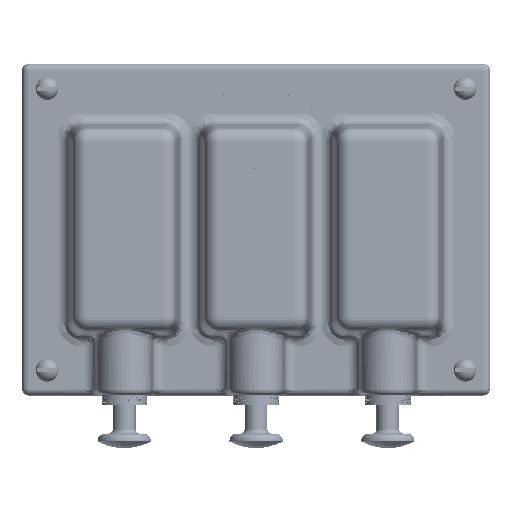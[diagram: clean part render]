
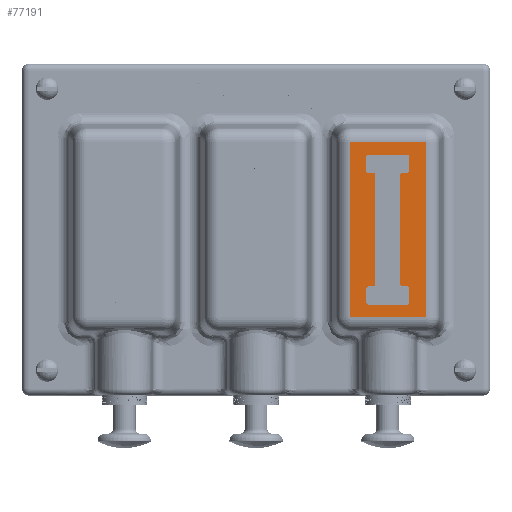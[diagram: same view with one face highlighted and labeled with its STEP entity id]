
A CAD part, top view. The second image highlights one B-rep face of the part: STEP entity #77191.
In plain terms, the highlighted planar face has unit normal (0, 0, 1).
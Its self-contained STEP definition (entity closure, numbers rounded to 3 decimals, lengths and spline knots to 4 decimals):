
#1690=LINE('',#119873,#9378);
#1691=LINE('',#119878,#9379);
#1692=LINE('',#119884,#9380);
#1693=LINE('',#119890,#9381);
#1698=LINE('',#119914,#9386);
#1699=LINE('',#119918,#9387);
#1700=LINE('',#119922,#9388);
#1701=LINE('',#119926,#9389);
#1702=LINE('',#119930,#9390);
#1703=LINE('',#119934,#9391);
#1704=LINE('',#119938,#9392);
#1705=LINE('',#119942,#9393);
#1706=LINE('',#119946,#9394);
#1707=LINE('',#119950,#9395);
#1708=LINE('',#119954,#9396);
#1709=LINE('',#119958,#9397);
#9378=VECTOR('',#90432,0.3937);
#9379=VECTOR('',#90439,0.3937);
#9380=VECTOR('',#90448,0.3937);
#9381=VECTOR('',#90459,0.3937);
#9386=VECTOR('',#90494,0.3937);
#9387=VECTOR('',#90497,0.3937);
#9388=VECTOR('',#90500,0.3937);
#9389=VECTOR('',#90503,0.3937);
#9390=VECTOR('',#90506,0.3937);
#9391=VECTOR('',#90509,0.3937);
#9392=VECTOR('',#90512,0.3937);
#9393=VECTOR('',#90515,0.3937);
#9394=VECTOR('',#90518,0.3937);
#9395=VECTOR('',#90521,0.3937);
#9396=VECTOR('',#90524,0.3937);
#9397=VECTOR('',#90527,0.3937);
#21452=FACE_BOUND('',#30084,.T.);
#21807=PLANE('',#82023);
#25441=FACE_OUTER_BOUND('',#30083,.T.);
#30083=EDGE_LOOP('',(#57197,#57198,#57199,#57200));
#30084=EDGE_LOOP('',(#57201,#57202,#57203,#57204,#57205,#57206,#57207,#57208,
#57209,#57210,#57211,#57212,#57213,#57214,#57215,#57216,#57217,#57218,#57219,
#57220,#57221,#57222,#57223,#57224));
#34348=CIRCLE('',#82024,0.0313);
#34349=CIRCLE('',#82025,0.0313);
#34350=CIRCLE('',#82026,0.0313);
#34351=CIRCLE('',#82027,0.0312);
#34352=CIRCLE('',#82028,0.0312);
#34353=CIRCLE('',#82029,0.0312);
#34354=CIRCLE('',#82030,0.0313);
#34355=CIRCLE('',#82031,0.0313);
#34356=CIRCLE('',#82032,0.0313);
#34357=CIRCLE('',#82033,0.0313);
#34358=CIRCLE('',#82034,0.0313);
#34359=CIRCLE('',#82035,0.0313);
#36225=VERTEX_POINT('',#119868);
#36226=VERTEX_POINT('',#119872);
#36227=VERTEX_POINT('',#119876);
#36228=VERTEX_POINT('',#119882);
#36231=VERTEX_POINT('',#119912);
#36232=VERTEX_POINT('',#119913);
#36233=VERTEX_POINT('',#119915);
#36234=VERTEX_POINT('',#119917);
#36235=VERTEX_POINT('',#119919);
#36236=VERTEX_POINT('',#119921);
#36237=VERTEX_POINT('',#119923);
#36238=VERTEX_POINT('',#119925);
#36239=VERTEX_POINT('',#119927);
#36240=VERTEX_POINT('',#119929);
#36241=VERTEX_POINT('',#119931);
#36242=VERTEX_POINT('',#119933);
#36243=VERTEX_POINT('',#119935);
#36244=VERTEX_POINT('',#119937);
#36245=VERTEX_POINT('',#119939);
#36246=VERTEX_POINT('',#119941);
#36247=VERTEX_POINT('',#119943);
#36248=VERTEX_POINT('',#119945);
#36249=VERTEX_POINT('',#119947);
#36250=VERTEX_POINT('',#119949);
#36251=VERTEX_POINT('',#119951);
#36252=VERTEX_POINT('',#119953);
#36253=VERTEX_POINT('',#119955);
#36254=VERTEX_POINT('',#119957);
#43889=EDGE_CURVE('',#36225,#36226,#1690,.T.);
#43892=EDGE_CURVE('',#36227,#36225,#1691,.T.);
#43895=EDGE_CURVE('',#36228,#36227,#1692,.T.);
#43898=EDGE_CURVE('',#36226,#36228,#1693,.T.);
#43909=EDGE_CURVE('',#36231,#36232,#1698,.T.);
#43910=EDGE_CURVE('',#36232,#36233,#34348,.T.);
#43911=EDGE_CURVE('',#36233,#36234,#1699,.T.);
#43912=EDGE_CURVE('',#36234,#36235,#34349,.T.);
#43913=EDGE_CURVE('',#36235,#36236,#1700,.T.);
#43914=EDGE_CURVE('',#36236,#36237,#34350,.T.);
#43915=EDGE_CURVE('',#36237,#36238,#1701,.T.);
#43916=EDGE_CURVE('',#36238,#36239,#34351,.T.);
#43917=EDGE_CURVE('',#36239,#36240,#1702,.T.);
#43918=EDGE_CURVE('',#36240,#36241,#34352,.T.);
#43919=EDGE_CURVE('',#36241,#36242,#1703,.T.);
#43920=EDGE_CURVE('',#36242,#36243,#34353,.T.);
#43921=EDGE_CURVE('',#36243,#36244,#1704,.T.);
#43922=EDGE_CURVE('',#36244,#36245,#34354,.T.);
#43923=EDGE_CURVE('',#36245,#36246,#1705,.T.);
#43924=EDGE_CURVE('',#36246,#36247,#34355,.T.);
#43925=EDGE_CURVE('',#36247,#36248,#1706,.T.);
#43926=EDGE_CURVE('',#36248,#36249,#34356,.T.);
#43927=EDGE_CURVE('',#36249,#36250,#1707,.T.);
#43928=EDGE_CURVE('',#36250,#36251,#34357,.T.);
#43929=EDGE_CURVE('',#36251,#36252,#1708,.T.);
#43930=EDGE_CURVE('',#36252,#36253,#34358,.T.);
#43931=EDGE_CURVE('',#36253,#36254,#1709,.T.);
#43932=EDGE_CURVE('',#36254,#36231,#34359,.T.);
#57197=ORIENTED_EDGE('',*,*,#43889,.F.);
#57198=ORIENTED_EDGE('',*,*,#43892,.F.);
#57199=ORIENTED_EDGE('',*,*,#43895,.F.);
#57200=ORIENTED_EDGE('',*,*,#43898,.F.);
#57201=ORIENTED_EDGE('',*,*,#43909,.T.);
#57202=ORIENTED_EDGE('',*,*,#43910,.T.);
#57203=ORIENTED_EDGE('',*,*,#43911,.T.);
#57204=ORIENTED_EDGE('',*,*,#43912,.T.);
#57205=ORIENTED_EDGE('',*,*,#43913,.T.);
#57206=ORIENTED_EDGE('',*,*,#43914,.T.);
#57207=ORIENTED_EDGE('',*,*,#43915,.T.);
#57208=ORIENTED_EDGE('',*,*,#43916,.T.);
#57209=ORIENTED_EDGE('',*,*,#43917,.T.);
#57210=ORIENTED_EDGE('',*,*,#43918,.T.);
#57211=ORIENTED_EDGE('',*,*,#43919,.T.);
#57212=ORIENTED_EDGE('',*,*,#43920,.T.);
#57213=ORIENTED_EDGE('',*,*,#43921,.T.);
#57214=ORIENTED_EDGE('',*,*,#43922,.T.);
#57215=ORIENTED_EDGE('',*,*,#43923,.T.);
#57216=ORIENTED_EDGE('',*,*,#43924,.T.);
#57217=ORIENTED_EDGE('',*,*,#43925,.T.);
#57218=ORIENTED_EDGE('',*,*,#43926,.T.);
#57219=ORIENTED_EDGE('',*,*,#43927,.T.);
#57220=ORIENTED_EDGE('',*,*,#43928,.T.);
#57221=ORIENTED_EDGE('',*,*,#43929,.T.);
#57222=ORIENTED_EDGE('',*,*,#43930,.T.);
#57223=ORIENTED_EDGE('',*,*,#43931,.T.);
#57224=ORIENTED_EDGE('',*,*,#43932,.T.);
#77191=ADVANCED_FACE('',(#25441,#21452),#21807,.T.);
#82023=AXIS2_PLACEMENT_3D('',#119911,#90492,#90493);
#82024=AXIS2_PLACEMENT_3D('',#119916,#90495,#90496);
#82025=AXIS2_PLACEMENT_3D('',#119920,#90498,#90499);
#82026=AXIS2_PLACEMENT_3D('',#119924,#90501,#90502);
#82027=AXIS2_PLACEMENT_3D('',#119928,#90504,#90505);
#82028=AXIS2_PLACEMENT_3D('',#119932,#90507,#90508);
#82029=AXIS2_PLACEMENT_3D('',#119936,#90510,#90511);
#82030=AXIS2_PLACEMENT_3D('',#119940,#90513,#90514);
#82031=AXIS2_PLACEMENT_3D('',#119944,#90516,#90517);
#82032=AXIS2_PLACEMENT_3D('',#119948,#90519,#90520);
#82033=AXIS2_PLACEMENT_3D('',#119952,#90522,#90523);
#82034=AXIS2_PLACEMENT_3D('',#119956,#90525,#90526);
#82035=AXIS2_PLACEMENT_3D('',#119959,#90528,#90529);
#90432=DIRECTION('',(0.,-1.,0.));
#90439=DIRECTION('',(1.,0.,0.));
#90448=DIRECTION('',(0.,1.,0.));
#90459=DIRECTION('',(-1.,0.,0.));
#90492=DIRECTION('center_axis',(0.,0.,1.));
#90493=DIRECTION('ref_axis',(1.,0.,0.));
#90494=DIRECTION('',(0.,-1.,0.));
#90495=DIRECTION('center_axis',(0.,0.,-1.));
#90496=DIRECTION('ref_axis',(0.,-1.,0.));
#90497=DIRECTION('',(-1.,0.,0.));
#90498=DIRECTION('center_axis',(0.,0.,-1.));
#90499=DIRECTION('ref_axis',(-1.,0.,0.));
#90500=DIRECTION('',(0.,1.,0.));
#90501=DIRECTION('center_axis',(0.,0.,-1.));
#90502=DIRECTION('ref_axis',(0.,1.,0.));
#90503=DIRECTION('',(1.,0.,0.));
#90504=DIRECTION('center_axis',(0.,0.,1.));
#90505=DIRECTION('ref_axis',(0.,1.,0.));
#90506=DIRECTION('',(0.,1.,0.));
#90507=DIRECTION('center_axis',(0.,0.,1.));
#90508=DIRECTION('ref_axis',(-1.,0.,0.));
#90509=DIRECTION('',(-1.,0.,0.));
#90510=DIRECTION('center_axis',(0.,0.,-1.));
#90511=DIRECTION('ref_axis',(-1.,0.,0.));
#90512=DIRECTION('',(0.,1.,0.));
#90513=DIRECTION('center_axis',(0.,0.,-1.));
#90514=DIRECTION('ref_axis',(0.,1.,0.));
#90515=DIRECTION('',(1.,0.,0.));
#90516=DIRECTION('center_axis',(0.,0.,-1.));
#90517=DIRECTION('ref_axis',(1.,0.,0.));
#90518=DIRECTION('',(0.,-1.,0.));
#90519=DIRECTION('center_axis',(0.,0.,-1.));
#90520=DIRECTION('ref_axis',(0.,-1.,0.));
#90521=DIRECTION('',(-1.,0.,0.));
#90522=DIRECTION('center_axis',(0.,0.,1.));
#90523=DIRECTION('ref_axis',(0.,-1.,0.));
#90524=DIRECTION('',(0.,-1.,0.));
#90525=DIRECTION('center_axis',(0.,0.,1.));
#90526=DIRECTION('ref_axis',(1.,0.,0.));
#90527=DIRECTION('',(1.,0.,0.));
#90528=DIRECTION('center_axis',(0.,0.,-1.));
#90529=DIRECTION('ref_axis',(1.,0.,0.));
#119868=CARTESIAN_POINT('',(2.3341,1.2091,1.));
#119872=CARTESIAN_POINT('',(2.3341,-1.2091,1.));
#119873=CARTESIAN_POINT('',(2.3341,-0.6875,1.));
#119876=CARTESIAN_POINT('',(1.2909,1.2091,1.));
#119878=CARTESIAN_POINT('',(2.1563,1.2091,1.));
#119882=CARTESIAN_POINT('',(1.2909,-1.2091,1.));
#119884=CARTESIAN_POINT('',(1.2909,0.6875,1.));
#119890=CARTESIAN_POINT('',(1.4688,-1.2091,1.));
#119911=CARTESIAN_POINT('Origin',(1.8125,0.,1.));
#119912=CARTESIAN_POINT('',(2.1094,-0.8125,1.));
#119913=CARTESIAN_POINT('',(2.1094,-1.,1.));
#119914=CARTESIAN_POINT('',(2.1094,-0.4063,1.));
#119915=CARTESIAN_POINT('',(2.0781,-1.0313,1.));
#119916=CARTESIAN_POINT('Origin',(2.0781,-1.,1.));
#119917=CARTESIAN_POINT('',(1.5469,-1.0313,1.));
#119918=CARTESIAN_POINT('',(1.9453,-1.0313,1.));
#119919=CARTESIAN_POINT('',(1.5156,-1.,1.));
#119920=CARTESIAN_POINT('Origin',(1.5469,-1.,1.));
#119921=CARTESIAN_POINT('',(1.5156,-0.8125,1.));
#119922=CARTESIAN_POINT('',(1.5156,-0.5,1.));
#119923=CARTESIAN_POINT('',(1.5469,-0.7813,1.));
#119924=CARTESIAN_POINT('Origin',(1.5469,-0.8125,1.));
#119925=CARTESIAN_POINT('',(1.6094,-0.7813,1.));
#119926=CARTESIAN_POINT('',(1.6797,-0.7813,1.));
#119927=CARTESIAN_POINT('',(1.6406,-0.75,1.));
#119928=CARTESIAN_POINT('Origin',(1.6094,-0.75,1.));
#119929=CARTESIAN_POINT('',(1.6406,0.75,1.));
#119930=CARTESIAN_POINT('',(1.6406,-0.375,1.));
#119931=CARTESIAN_POINT('',(1.6094,0.7813,1.));
#119932=CARTESIAN_POINT('Origin',(1.6094,0.75,1.));
#119933=CARTESIAN_POINT('',(1.5469,0.7813,1.));
#119934=CARTESIAN_POINT('',(1.7109,0.7813,1.));
#119935=CARTESIAN_POINT('',(1.5156,0.8125,1.));
#119936=CARTESIAN_POINT('Origin',(1.5469,0.8125,1.));
#119937=CARTESIAN_POINT('',(1.5156,1.,1.));
#119938=CARTESIAN_POINT('',(1.5156,0.4063,1.));
#119939=CARTESIAN_POINT('',(1.5469,1.0313,1.));
#119940=CARTESIAN_POINT('Origin',(1.5469,1.,1.));
#119941=CARTESIAN_POINT('',(2.0781,1.0313,1.));
#119942=CARTESIAN_POINT('',(1.6797,1.0313,1.));
#119943=CARTESIAN_POINT('',(2.1094,1.,1.));
#119944=CARTESIAN_POINT('Origin',(2.0781,1.,1.));
#119945=CARTESIAN_POINT('',(2.1094,0.8125,1.));
#119946=CARTESIAN_POINT('',(2.1094,0.5,1.));
#119947=CARTESIAN_POINT('',(2.0781,0.7813,1.));
#119948=CARTESIAN_POINT('Origin',(2.0781,0.8125,1.));
#119949=CARTESIAN_POINT('',(2.0156,0.7813,1.));
#119950=CARTESIAN_POINT('',(1.9453,0.7813,1.));
#119951=CARTESIAN_POINT('',(1.9844,0.75,1.));
#119952=CARTESIAN_POINT('Origin',(2.0156,0.75,1.));
#119953=CARTESIAN_POINT('',(1.9844,-0.75,1.));
#119954=CARTESIAN_POINT('',(1.9844,0.375,1.));
#119955=CARTESIAN_POINT('',(2.0156,-0.7813,1.));
#119956=CARTESIAN_POINT('Origin',(2.0156,-0.75,1.));
#119957=CARTESIAN_POINT('',(2.0781,-0.7813,1.));
#119958=CARTESIAN_POINT('',(1.9141,-0.7813,1.));
#119959=CARTESIAN_POINT('Origin',(2.0781,-0.8125,1.));
